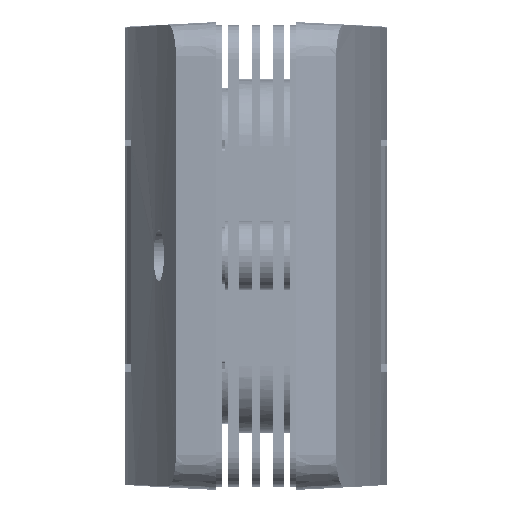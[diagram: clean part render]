
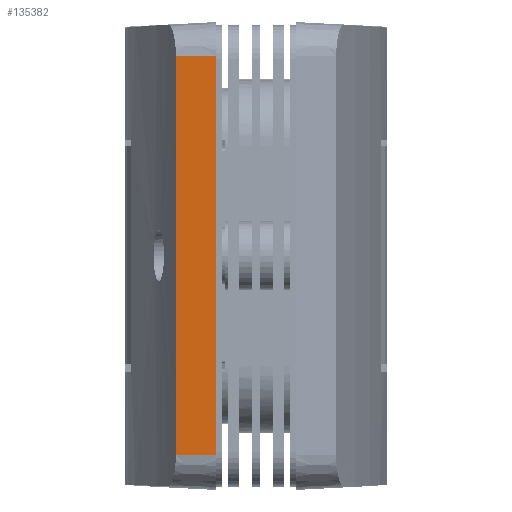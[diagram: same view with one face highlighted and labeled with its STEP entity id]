
A CAD part, top view. The second image highlights one B-rep face of the part: STEP entity #135382.
In plain terms, the highlighted planar face has unit normal (-0.052, 0, 0.999).
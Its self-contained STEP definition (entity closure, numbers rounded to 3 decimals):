
#29351=DIRECTION('',(0.,1.,0.));
#29352=VECTOR('',#29351,70.);
#29353=CARTESIAN_POINT('',(-7.,-5.25,132.));
#29354=LINE('',#29353,#29352);
#29900=DIRECTION('',(0.999,0.,0.052));
#29901=VECTOR('',#29900,7.1);
#29902=CARTESIAN_POINT('',(-14.09,64.75,
131.628));
#29903=LINE('',#29902,#29901);
#29921=DIRECTION('',(-0.999,0.,-0.052));
#29922=VECTOR('',#29921,7.1);
#29923=CARTESIAN_POINT('',(-7.,-5.25,132.));
#29924=LINE('',#29923,#29922);
#67678=CARTESIAN_POINT('',(-14.09,64.75,
131.628));
#67710=DIRECTION('',(0.,1.,0.));
#67711=VECTOR('',#67710,70.);
#67712=CARTESIAN_POINT('',(-14.09,-5.25,
131.628));
#67713=LINE('',#67712,#67711);
#86384=CARTESIAN_POINT('',(-7.,64.75,132.));
#86385=VERTEX_POINT('',#86384);
#86386=CARTESIAN_POINT('',(-7.,-5.25,132.));
#86387=VERTEX_POINT('',#86386);
#86443=VERTEX_POINT('',#67678);
#86444=CARTESIAN_POINT('',(-14.09,-5.25,
131.628));
#86445=VERTEX_POINT('',#86444);
#135369=CARTESIAN_POINT('',(-7.,29.75,132.));
#135370=DIRECTION('',(-0.052,0.,0.999));
#135371=DIRECTION('',(0.999,0.,0.052));
#135372=AXIS2_PLACEMENT_3D('',#135369,#135370,#135371);
#135373=PLANE('',#135372);
#135374=ORIENTED_EDGE('',*,*,#135115,.F.);
#135376=ORIENTED_EDGE('',*,*,#135375,.T.);
#135378=ORIENTED_EDGE('',*,*,#135377,.T.);
#135379=ORIENTED_EDGE('',*,*,#135354,.T.);
#135380=EDGE_LOOP('',(#135374,#135376,#135378,#135379));
#135381=FACE_OUTER_BOUND('',#135380,.F.);
#135115=EDGE_CURVE('',#86387,#86385,#29354,.T.);
#135354=EDGE_CURVE('',#86443,#86385,#29903,.T.);
#135375=EDGE_CURVE('',#86387,#86445,#29924,.T.);
#135377=EDGE_CURVE('',#86445,#86443,#67713,.T.);
#135382=ADVANCED_FACE('',(#135381),#135373,.T.);
